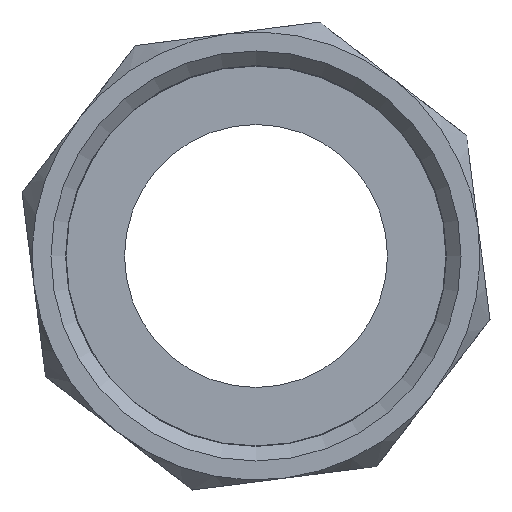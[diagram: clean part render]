
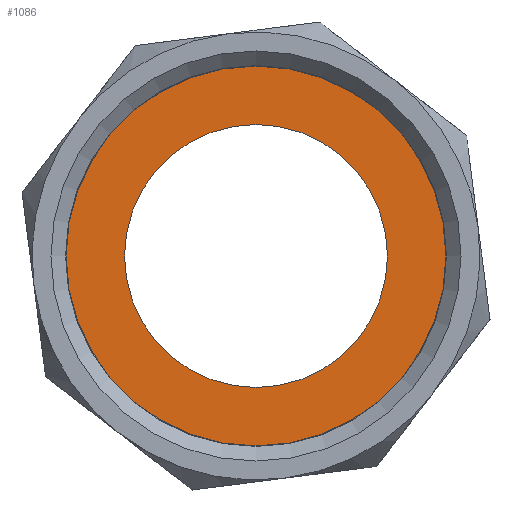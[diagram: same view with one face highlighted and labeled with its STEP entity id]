
A CAD part, left-side view. The second image highlights one B-rep face of the part: STEP entity #1086.
In plain terms, the highlighted planar face has unit normal (-1, 0, 0).
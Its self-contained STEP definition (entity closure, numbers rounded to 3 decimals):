
#49=FACE_BOUND('',#266,.T.);
#56=PLANE('',#1211);
#197=FACE_OUTER_BOUND('',#265,.T.);
#265=EDGE_LOOP('',(#797,#798));
#266=EDGE_LOOP('',(#799,#800));
#363=CIRCLE('',#1212,19.5);
#364=CIRCLE('',#1213,19.5);
#365=CIRCLE('',#1214,13.5);
#366=CIRCLE('',#1215,13.5);
#464=VERTEX_POINT('',#1806);
#465=VERTEX_POINT('',#1807);
#466=VERTEX_POINT('',#1810);
#467=VERTEX_POINT('',#1811);
#589=EDGE_CURVE('',#464,#465,#363,.T.);
#590=EDGE_CURVE('',#465,#464,#364,.T.);
#591=EDGE_CURVE('',#466,#467,#365,.T.);
#592=EDGE_CURVE('',#467,#466,#366,.T.);
#797=ORIENTED_EDGE('',*,*,#589,.F.);
#798=ORIENTED_EDGE('',*,*,#590,.F.);
#799=ORIENTED_EDGE('',*,*,#591,.T.);
#800=ORIENTED_EDGE('',*,*,#592,.T.);
#1086=ADVANCED_FACE('',(#197,#49),#56,.T.);
#1211=AXIS2_PLACEMENT_3D('',#1805,#1441,#1442);
#1212=AXIS2_PLACEMENT_3D('',#1808,#1443,#1444);
#1213=AXIS2_PLACEMENT_3D('',#1809,#1445,#1446);
#1214=AXIS2_PLACEMENT_3D('',#1812,#1447,#1448);
#1215=AXIS2_PLACEMENT_3D('',#1813,#1449,#1450);
#1441=DIRECTION('center_axis',(-1.,0.,0.));
#1442=DIRECTION('ref_axis',(0.,0.,1.));
#1443=DIRECTION('center_axis',(1.,0.,0.));
#1444=DIRECTION('ref_axis',(0.,0.,-1.));
#1445=DIRECTION('center_axis',(1.,0.,0.));
#1446=DIRECTION('ref_axis',(0.,0.,-1.));
#1447=DIRECTION('center_axis',(1.,0.,0.));
#1448=DIRECTION('ref_axis',(0.,0.,-1.));
#1449=DIRECTION('center_axis',(1.,0.,0.));
#1450=DIRECTION('ref_axis',(0.,0.,-1.));
#1805=CARTESIAN_POINT('Origin',(-48.,0.,-16.5));
#1806=CARTESIAN_POINT('',(-48.,0.,-19.5));
#1807=CARTESIAN_POINT('',(-48.,0.,19.5));
#1808=CARTESIAN_POINT('Origin',(-48.,0.,0.));
#1809=CARTESIAN_POINT('Origin',(-48.,0.,0.));
#1810=CARTESIAN_POINT('',(-48.,0.,-13.5));
#1811=CARTESIAN_POINT('',(-48.,0.,13.5));
#1812=CARTESIAN_POINT('Origin',(-48.,0.,0.));
#1813=CARTESIAN_POINT('Origin',(-48.,0.,0.));
